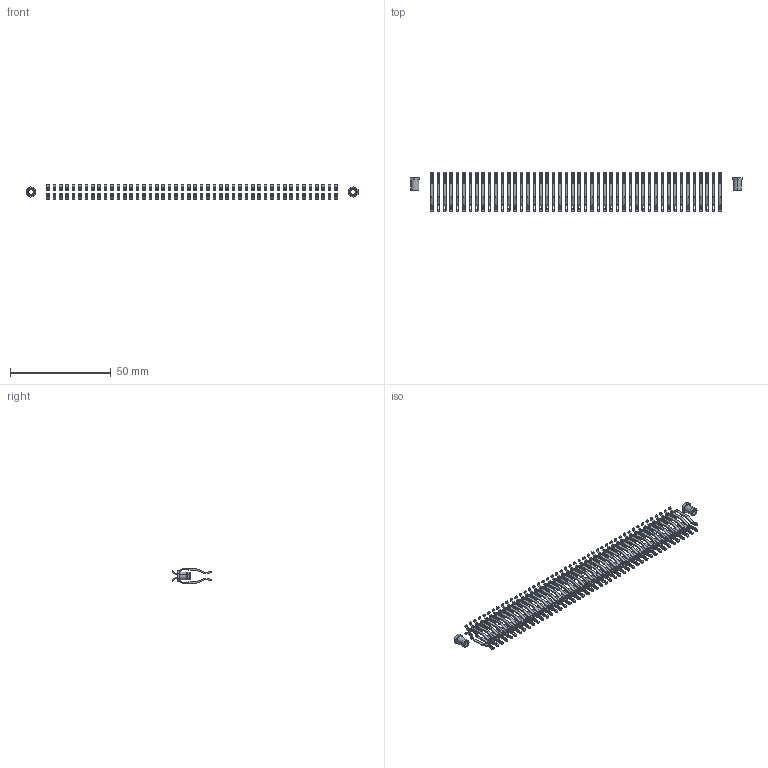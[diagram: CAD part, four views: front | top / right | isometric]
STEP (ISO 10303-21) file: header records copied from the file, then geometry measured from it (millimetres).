
FILE_DESCRIPTION (( 'STEP AP203' ), '1' );
FILE_NAME ('346-092-555-807.STEP', '2018-08-30T03:51:27', ( '' ), ( '' ), 'SwSTEP 2.0', 'SolidWorks 2016', '' );
FILE_SCHEMA (( 'CONFIG_CONTROL_DESIGN' ));
Length unit declared in the file: inch
Products named in the file (4): 346 Part_0.170 Offset - 0.156 Dia-TI; 345-292-001_555 Tail; 345-250-001_345-250-005-103; 346-092-555-807
Assembly tree (95 placements, depth 2):
  346-092-555-807
    346 Part_0.170 Offset - 0.156 Dia-TI
    345-292-001_555 Tail  x92
    345-250-001_345-250-005-103  x2
Bounding box: 164.64 x 19.56 x 6.99 mm (x, y, z)
Volume: 1187.1 mm3; surface area: 7543.3 mm2
Topology: 94 solids, 94 shells, 4830 faces, 15004 edges, 9996 vertices
Faces by surface type: plane 2594, cylinder 2220, cone 12, torus 4
Entity records: 31126 total; most frequent: CARTESIAN_POINT 5145, ORIENTED_EDGE 5042, DIRECTION 4579, EDGE_CURVE 2521, LINE 2165, VECTOR 2165, VERTEX_POINT 1676, AXIS2_PLACEMENT_3D 1207
